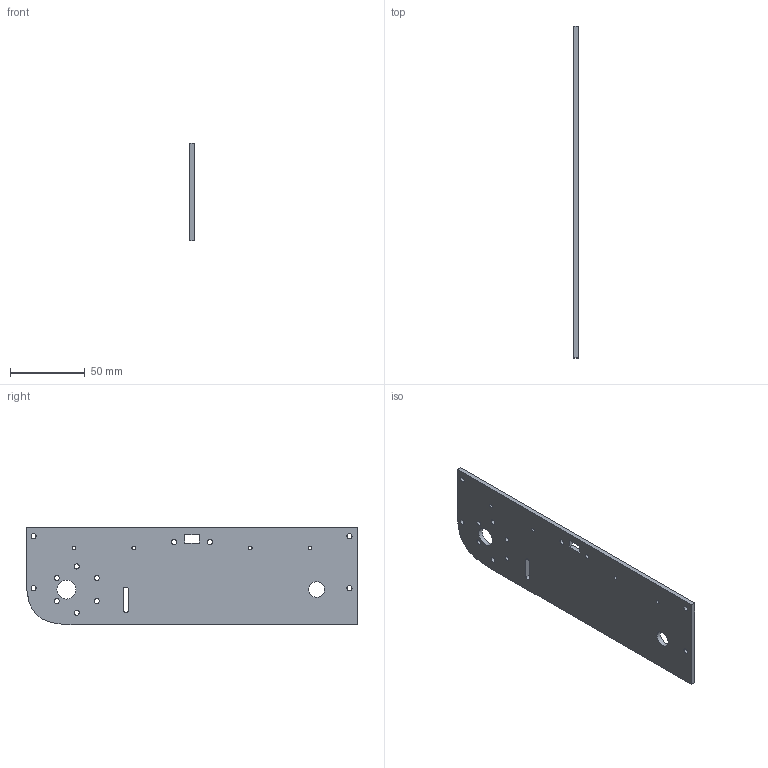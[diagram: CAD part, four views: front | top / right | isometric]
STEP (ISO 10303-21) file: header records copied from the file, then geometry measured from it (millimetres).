
FILE_DESCRIPTION(/* description */ (''),/* implementation_level */ '2;1');
FILE_NAME(/* name */ 'C103-002 SIDE PLATE, CHASSIS.stp',/* time_stamp */ '2025-05-03T14:51:17-04:00',/* author */ (''),/* organization */ (''),/* preprocessor_version */ 'ST-DEVELOPER v19.4',/* originating_system */ 'SIEMENS PLM Software NX2306.8900',/* authorisation */ '');
FILE_SCHEMA (('AUTOMOTIVE_DESIGN { 1 0 10303 214 3 1 1 1 }'));
Length unit declared in the file: millimetre
Products named in the file (1): C103-002 SIDE PLATE, CHASSIS_objects
Bounding box: 3.12 x 222.66 x 65.53 mm (x, y, z)
Volume: 43745.4 mm3; surface area: 30706.7 mm2
Topology: 1 solids, 1 shells, 33 faces, 111 edges, 80 vertices
Faces by surface type: cylinder 20, plane 12, bspline 1
Full cylindrical faces by diameter (mm): 2.5 x4, 3.4 x12, 10.5 x1, 12.7 x1
Entity records: 1178 total; most frequent: CARTESIAN_POINT 252, DIRECTION 177, ORIENTED_EDGE 150, EDGE_LOOP 91, FACE_BOUND 78, EDGE_CURVE 75, AXIS2_PLACEMENT_3D 73, VERTEX_POINT 62
